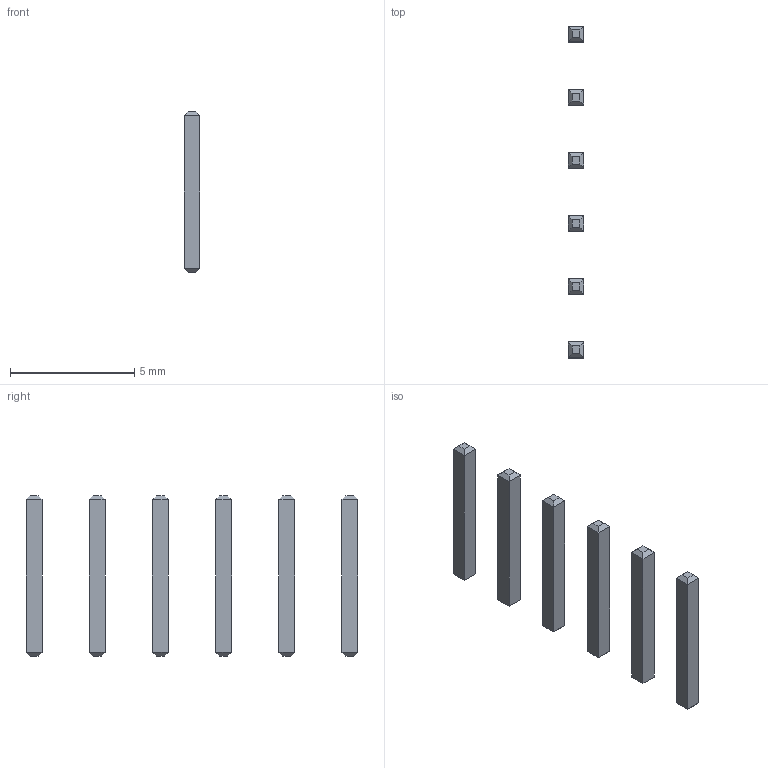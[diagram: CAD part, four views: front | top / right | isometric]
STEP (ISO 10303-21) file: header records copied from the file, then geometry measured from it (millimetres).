
FILE_DESCRIPTION(/* description */ ('model of PinHeader_Short_1x06_P2.54mm_Vertical'),/* implementation_level */ '2;1');
FILE_NAME(/* name */ 'PinHeader_Short_1x06_P2.54mm_Vertical.step',/* time_stamp */ '2019-12-06T00:44:38',/* author */ ('kicad StepUp','ksu'),/* organization */ ('FreeCAD'),/* preprocessor_version */ 'OCC',/* originating_system */ 'kicad StepUp',/* authorisation */ '');
FILE_SCHEMA(('AUTOMOTIVE_DESIGN { 1 0 10303 214 1 1 1 1 }'));
Length unit declared in the file: millimetre
Products named in the file (1): PinHeader_Short_1x06_P254mm_Vertical
Bounding box: 0.64 x 13.34 x 6.46 mm (x, y, z)
Volume: 15.5 mm3; surface area: 100.8 mm2
Topology: 6 solids, 6 shells, 84 faces, 168 edges, 96 vertices
Faces by surface type: plane 84
Entity records: 4308 total; most frequent: CARTESIAN_POINT 685, DIRECTION 674, LINE 504, VECTOR 504, ORIENTED_EDGE 336, PCURVE 336, DEFINITIONAL_REPRESENTATION 336, EDGE_CURVE 168
